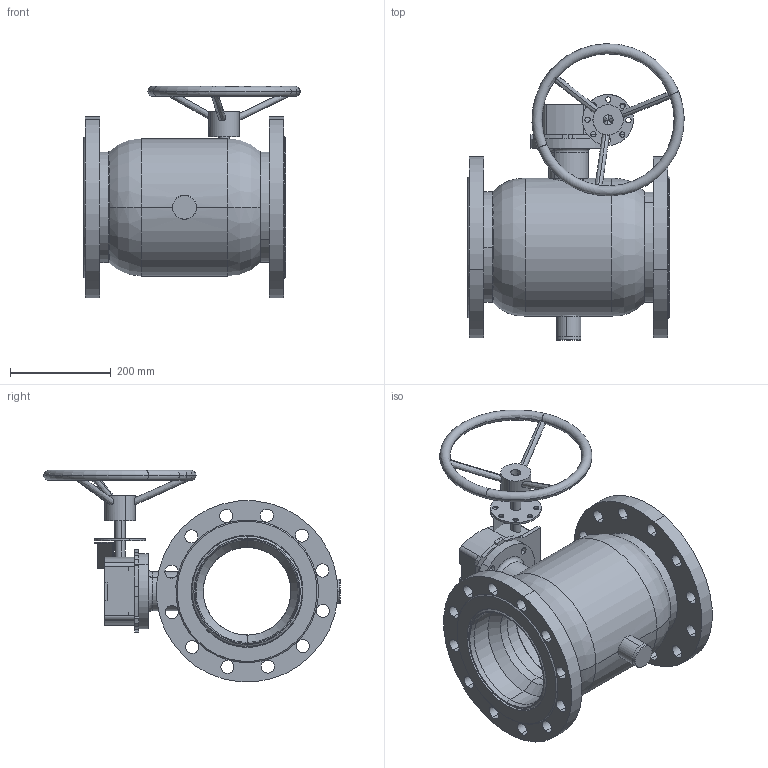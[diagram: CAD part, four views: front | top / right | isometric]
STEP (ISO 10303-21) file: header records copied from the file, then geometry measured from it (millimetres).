
FILE_DESCRIPTION (( 'STEP AP214' ), '1' );
FILE_NAME ('DN200涡轮法兰球阀PN25.STEP', '2023-10-09T02:01:50', ( '' ), ( '' ), 'SwSTEP 2.0', 'SolidWorks 2019', '' );
FILE_SCHEMA (( 'AUTOMOTIVE_DESIGN' ));
Length unit declared in the file: millimetre
Products named in the file (11): 狟揤裔200; Q61F-200-26忒謫; Q61F-200-25恘謫; 200-300瑩; Q61F-200-1概极樓馱; Q61F-200-4傻諉; 200楊擘2.5; 200苤粣杶; DN200涡轮法兰球阀PN25; Q61F-200-3概裝; Q61F-200-5粣杶党蜊
Assembly tree (12 placements, depth 2):
  DN200涡轮法兰球阀PN25
    Q61F-200-1概极樓馱
    Q61F-200-5粣杶党蜊
    狟揤裔200
    Q61F-200-4傻諉  x2
    200苤粣杶
    Q61F-200-3概裝
    200-300瑩
    Q61F-200-25恘謫
    Q61F-200-26忒謫
    200楊擘2.5  x2
Bounding box: 429.12 x 587.57 x 419.51 mm (x, y, z)
Volume: 8966532.1 mm3; surface area: 1553835.9 mm2
Topology: 15 solids, 15 shells, 406 faces, 971 edges, 618 vertices
Faces by surface type: cylinder 225, plane 113, cone 30, torus 20, bspline 18
Entity records: 12679 total; most frequent: CARTESIAN_POINT 3257, DIRECTION 1871, ORIENTED_EDGE 1662, EDGE_CURVE 831, AXIS2_PLACEMENT_3D 762, VERTEX_POINT 530, EDGE_LOOP 449, CIRCLE 417
